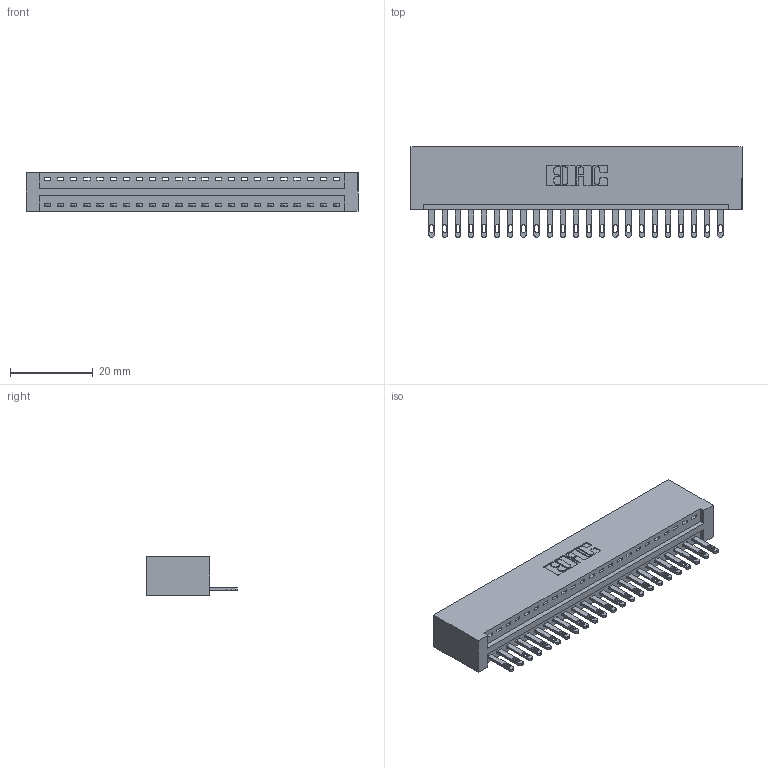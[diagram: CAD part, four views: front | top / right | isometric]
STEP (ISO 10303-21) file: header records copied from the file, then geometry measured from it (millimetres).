
FILE_DESCRIPTION (( 'STEP AP203' ), '1' );
FILE_NAME ('346-023-500-101.STEP', '2022-05-05T20:24:33', ( '' ), ( '' ), 'SwSTEP 2.0', 'SolidWorks 2020', '' );
FILE_SCHEMA (( 'CONFIG_CONTROL_DESIGN' ));
Length unit declared in the file: inch
Products named in the file (3): 346 Part_No Mounting Lugs; 346-023-500-101; 345-292-001_345-293-100
Assembly tree (24 placements, depth 2):
  346-023-500-101
    346 Part_No Mounting Lugs
    345-292-001_345-293-100  x23
Bounding box: 80.26 x 21.84 x 9.4 mm (x, y, z)
Volume: 8115.8 mm3; surface area: 10067.3 mm2
Topology: 24 solids, 24 shells, 1356 faces, 4169 edges, 2778 vertices
Faces by surface type: plane 854, cylinder 502
Entity records: 16485 total; most frequent: CARTESIAN_POINT 2837, ORIENTED_EDGE 2794, DIRECTION 2523, EDGE_CURVE 1397, LINE 1177, VECTOR 1177, VERTEX_POINT 930, AXIS2_PLACEMENT_3D 673
